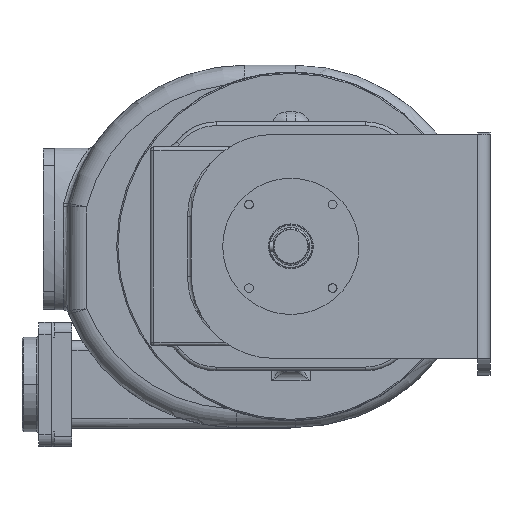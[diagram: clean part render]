
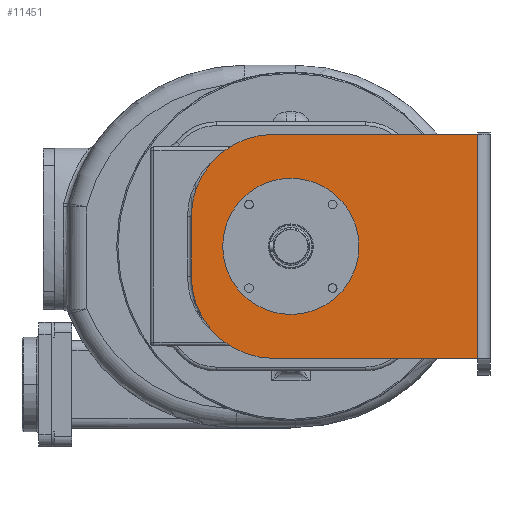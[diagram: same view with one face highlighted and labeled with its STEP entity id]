
A CAD part, left-side view. The second image highlights one B-rep face of the part: STEP entity #11451.
In plain terms, the highlighted planar face has unit normal (-1, 0, 0).
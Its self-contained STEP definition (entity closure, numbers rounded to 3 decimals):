
#301=DIRECTION('',(0.,0.,1.));
#302=VECTOR('',#301,180.);
#303=CARTESIAN_POINT('',(-320.5,0.,-90.));
#304=LINE('',#303,#302);
#476=CARTESIAN_POINT('',(-320.5,164.,-24.));
#477=DIRECTION('',(1.,0.,0.));
#478=DIRECTION('',(0.,0.,-1.));
#479=AXIS2_PLACEMENT_3D('',#476,#477,#478);
#481=DIRECTION('',(0.,0.,1.));
#482=VECTOR('',#481,48.);
#483=CARTESIAN_POINT('',(-320.5,230.,-24.));
#484=LINE('',#483,#482);
#485=CARTESIAN_POINT('',(-320.5,164.,24.));
#486=DIRECTION('',(1.,0.,0.));
#487=DIRECTION('',(0.,1.,0.));
#488=AXIS2_PLACEMENT_3D('',#485,#486,#487);
#490=DIRECTION('',(0.,-1.,0.));
#491=VECTOR('',#490,164.);
#492=CARTESIAN_POINT('',(-320.5,164.,90.));
#493=LINE('',#492,#491);
#494=DIRECTION('',(0.,1.,0.));
#495=VECTOR('',#494,164.);
#496=CARTESIAN_POINT('',(-320.5,0.,-90.));
#497=LINE('',#496,#495);
#498=CARTESIAN_POINT('',(-320.5,150.,0.));
#499=DIRECTION('',(-1.,0.,0.));
#500=DIRECTION('',(0.,0.,-1.));
#501=AXIS2_PLACEMENT_3D('',#498,#499,#500);
#503=CARTESIAN_POINT('',(-320.5,150.,0.));
#504=DIRECTION('',(-1.,0.,0.));
#505=DIRECTION('',(0.,0.,1.));
#506=AXIS2_PLACEMENT_3D('',#503,#504,#505);
#10495=CARTESIAN_POINT('',(-320.5,150.,-54.75));
#10496=CARTESIAN_POINT('',(-320.5,150.,54.75));
#10497=VERTEX_POINT('',#10495);
#10498=VERTEX_POINT('',#10496);
#10539=CARTESIAN_POINT('',(-320.5,164.,-90.));
#10541=VERTEX_POINT('',#10539);
#10546=CARTESIAN_POINT('',(-320.5,0.,-90.));
#10547=VERTEX_POINT('',#10546);
#10548=CARTESIAN_POINT('',(-320.5,0.,90.));
#10549=VERTEX_POINT('',#10548);
#10550=CARTESIAN_POINT('',(-320.5,164.,90.));
#10551=VERTEX_POINT('',#10550);
#10594=CARTESIAN_POINT('',(-320.5,230.,-24.));
#10595=VERTEX_POINT('',#10594);
#10596=CARTESIAN_POINT('',(-320.5,230.,24.));
#10597=VERTEX_POINT('',#10596);
#11432=CARTESIAN_POINT('',(-320.5,150.,0.));
#11433=DIRECTION('',(-1.,0.,0.));
#11434=DIRECTION('',(0.,-1.,0.));
#11435=AXIS2_PLACEMENT_3D('',#11432,#11433,#11434);
#11436=PLANE('',#11435);
#11437=ORIENTED_EDGE('',*,*,#11425,.T.);
#11438=ORIENTED_EDGE('',*,*,#11165,.T.);
#11439=ORIENTED_EDGE('',*,*,#11186,.T.);
#11440=ORIENTED_EDGE('',*,*,#11199,.T.);
#11441=ORIENTED_EDGE('',*,*,#11229,.F.);
#11442=ORIENTED_EDGE('',*,*,#11413,.T.);
#11443=EDGE_LOOP('',(#11437,#11438,#11439,#11440,#11441,#11442));
#11444=FACE_OUTER_BOUND('',#11443,.F.);
#11446=ORIENTED_EDGE('',*,*,#11445,.T.);
#11448=ORIENTED_EDGE('',*,*,#11447,.T.);
#11449=EDGE_LOOP('',(#11446,#11448));
#11450=FACE_BOUND('',#11449,.F.);
#11451=ADVANCED_FACE('',(#11444,#11450),#11436,.T.);
#480=CIRCLE('',#479,66.);
#489=CIRCLE('',#488,66.);
#502=CIRCLE('',#501,54.75);
#507=CIRCLE('',#506,54.75);
#11165=EDGE_CURVE('',#10595,#10597,#484,.T.);
#11186=EDGE_CURVE('',#10597,#10551,#489,.T.);
#11199=EDGE_CURVE('',#10551,#10549,#493,.T.);
#11229=EDGE_CURVE('',#10547,#10549,#304,.T.);
#11413=EDGE_CURVE('',#10547,#10541,#497,.T.);
#11425=EDGE_CURVE('',#10541,#10595,#480,.T.);
#11445=EDGE_CURVE('',#10497,#10498,#502,.T.);
#11447=EDGE_CURVE('',#10498,#10497,#507,.T.);
